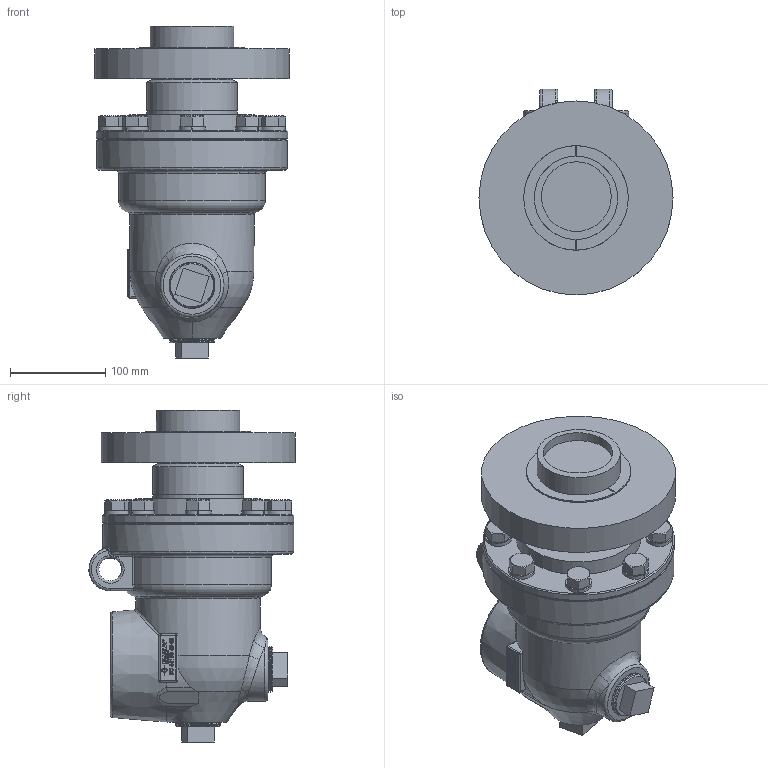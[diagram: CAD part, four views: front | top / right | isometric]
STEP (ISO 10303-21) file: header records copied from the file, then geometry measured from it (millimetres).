
FILE_DESCRIPTION(/* description */ (''),/* implementation_level */ '2;1');
FILE_NAME(/* name */ 'BC-54100-48-62-IC.stp',/* time_stamp */ '2020-05-19T14:35:49-05:00',/* author */ ('dyurkovich'),/* organization */ (''),/* preprocessor_version */ 'ST-DEVELOPER v18',/* originating_system */ 'Autodesk Inventor 2020',/* authorisation */ '');
FILE_SCHEMA (('AUTOMOTIVE_DESIGN { 1 0 10303 214 3 1 1 }'));
Products named in the file (1): BC-54100-48-62-IC
Bounding box: 203.2 x 215.9 x 347.72 mm (x, y, z)
Volume: 5661061 mm3; surface area: 323458.4 mm2
Topology: 2 solids, 4 shells, 973 faces, 2508 edges, 1615 vertices
Faces by surface type: plane 520, bspline 258, cone 86, cylinder 71, torus 32, sphere 6
Full cylindrical faces by diameter (mm): 23.825 x8, 23.876 x2, 73 x1, 84.02 x1, 87.15 x1, 94.5 x1, 95.23 x1, 130.048 x1, 130.124 x1, 198.882 x1, 200.152 x1, 200.66 x1, 203.2 x1
Entity records: 46998 total; most frequent: CARTESIAN_POINT 24037, ORIENTED_EDGE 5010, DIRECTION 3777, EDGE_CURVE 2505, VERTEX_POINT 1615, LINE 1353, VECTOR 1353, AXIS2_PLACEMENT_3D 1212
